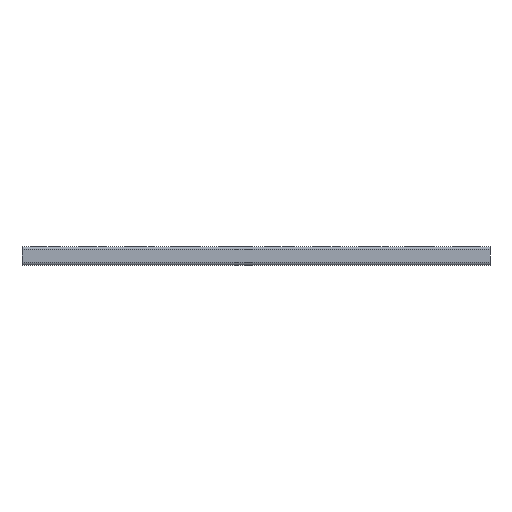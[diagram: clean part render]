
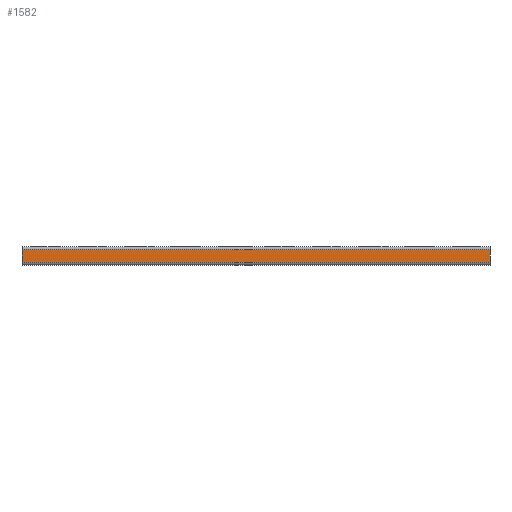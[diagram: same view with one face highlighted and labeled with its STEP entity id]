
A CAD part, left-side view. The second image highlights one B-rep face of the part: STEP entity #1582.
In plain terms, the highlighted planar face has unit normal (-1, 0, 0).
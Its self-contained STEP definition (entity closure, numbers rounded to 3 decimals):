
#533=DIRECTION('',(0.,-1.,0.));
#534=VECTOR('',#533,500.);
#535=CARTESIAN_POINT('',(-20.,250.,-3.));
#536=LINE('',#535,#534);
#537=DIRECTION('',(0.,-1.,0.));
#538=VECTOR('',#537,500.);
#539=CARTESIAN_POINT('',(-20.,250.,-16.804));
#540=LINE('',#539,#538);
#549=DIRECTION('',(0.,0.,1.));
#550=VECTOR('',#549,13.804);
#551=CARTESIAN_POINT('',(-20.,-250.,-16.804));
#552=LINE('',#551,#550);
#583=DIRECTION('',(0.,0.,1.));
#584=VECTOR('',#583,13.804);
#585=CARTESIAN_POINT('',(-20.,250.,-16.804));
#586=LINE('',#585,#584);
#873=CARTESIAN_POINT('',(-20.,250.,-3.));
#874=CARTESIAN_POINT('',(-20.,-250.,-3.));
#875=VERTEX_POINT('',#873);
#876=VERTEX_POINT('',#874);
#885=CARTESIAN_POINT('',(-20.,250.,-16.804));
#886=CARTESIAN_POINT('',(-20.,-250.,-16.804));
#887=VERTEX_POINT('',#885);
#888=VERTEX_POINT('',#886);
#1568=CARTESIAN_POINT('',(-20.,-250.,-22.));
#1569=DIRECTION('',(-1.,0.,0.));
#1570=DIRECTION('',(0.,0.,1.));
#1571=AXIS2_PLACEMENT_3D('',#1568,#1569,#1570);
#1572=PLANE('',#1571);
#1573=ORIENTED_EDGE('',*,*,#1559,.T.);
#1575=ORIENTED_EDGE('',*,*,#1574,.F.);
#1577=ORIENTED_EDGE('',*,*,#1576,.F.);
#1579=ORIENTED_EDGE('',*,*,#1578,.T.);
#1580=EDGE_LOOP('',(#1573,#1575,#1577,#1579));
#1581=FACE_OUTER_BOUND('',#1580,.F.);
#1582=ADVANCED_FACE('',(#1581),#1572,.T.);
#1559=EDGE_CURVE('',#875,#876,#536,.T.);
#1574=EDGE_CURVE('',#888,#876,#552,.T.);
#1576=EDGE_CURVE('',#887,#888,#540,.T.);
#1578=EDGE_CURVE('',#887,#875,#586,.T.);
